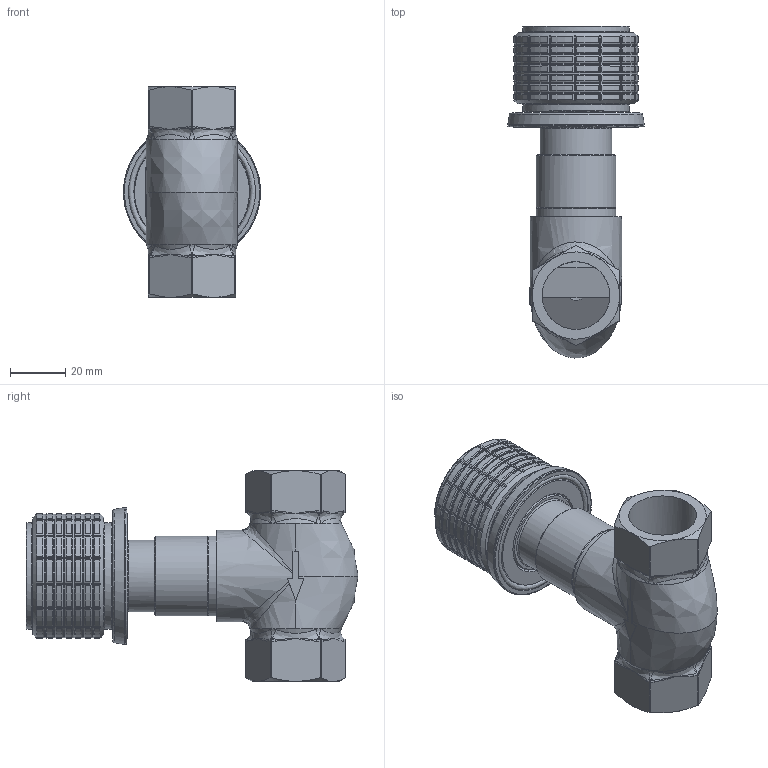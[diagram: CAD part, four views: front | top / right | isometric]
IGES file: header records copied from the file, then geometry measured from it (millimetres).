
Global section: file name: T2007-TCOR; native system: Autodesk Inventor 2020; preprocessor: unknown; author: camerond; date: 20221207.092328; units: millimetre
Bounding box: 49.42 x 119.89 x 76.2 mm (x, y, z)
Volume: 114633.4 mm3; surface area: 61068.2 mm2
Topology: 20 solids, 20 shells, 2044 faces, 5639 edges, 3671 vertices
Faces by surface type: bspline 2044
